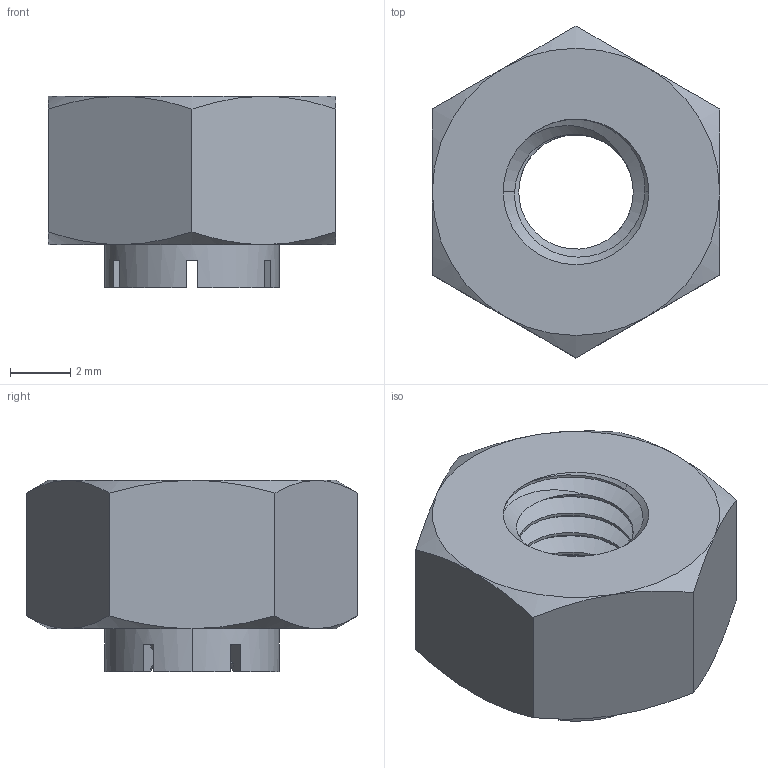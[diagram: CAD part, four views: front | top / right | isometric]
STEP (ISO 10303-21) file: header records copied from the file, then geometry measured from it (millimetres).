
FILE_DESCRIPTION (( 'STEP AP203' ), '1' );
FILE_NAME ('94820A230.step', '2015-03-10T17:33:52', ( '' ), ( '' ), 'SwSTEP 2.0', 'SolidWorks 2010', '' );
FILE_SCHEMA (( 'CONFIG_CONTROL_DESIGN' ));
Length unit declared in the file: inch
Products named in the file (1): 94820A230
Bounding box: 9.53 x 11 x 6.35 mm (x, y, z)
Volume: 326.3 mm3; surface area: 453.4 mm2
Topology: 1 solids, 1 shells, 114 faces, 320 edges, 208 vertices
Faces by surface type: cylinder 44, plane 32, cone 25, bspline 13
Entity records: 7384 total; most frequent: CARTESIAN_POINT 4804, ORIENTED_EDGE 640, DIRECTION 396, EDGE_CURVE 320, VERTEX_POINT 208, AXIS2_PLACEMENT_3D 148, EDGE_LOOP 116, FACE_OUTER_BOUND 114
